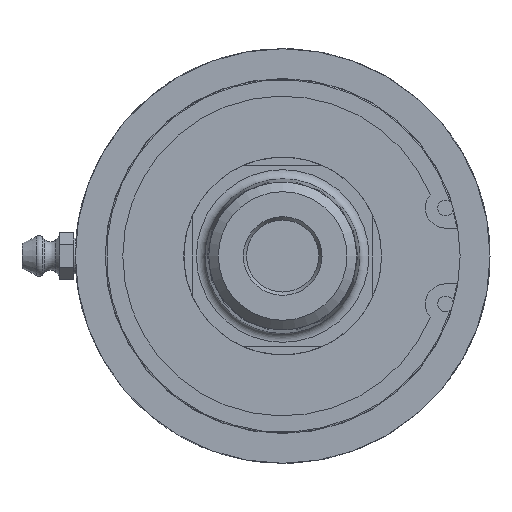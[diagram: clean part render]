
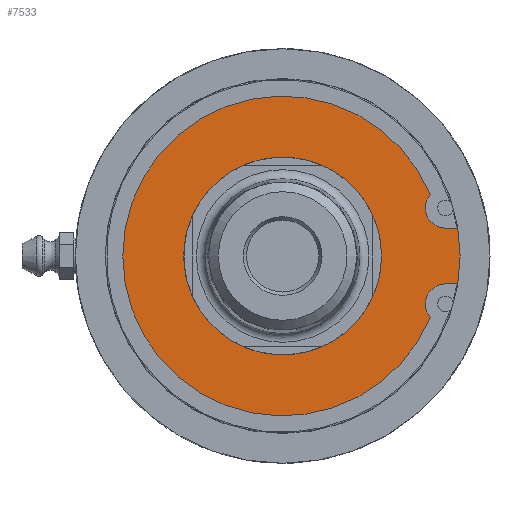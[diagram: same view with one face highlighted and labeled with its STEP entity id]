
A CAD part, left-side view. The second image highlights one B-rep face of the part: STEP entity #7533.
In plain terms, the highlighted planar face has unit normal (-1, 0, 0).
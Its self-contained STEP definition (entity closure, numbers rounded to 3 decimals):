
#75=FACE_BOUND('',#2562,.T.);
#669=LINE('',#52872,#1075);
#674=LINE('',#52884,#1080);
#1075=VECTOR('',#9355,10.);
#1080=VECTOR('',#9364,10.);
#2098=FACE_OUTER_BOUND('',#2561,.T.);
#2561=EDGE_LOOP('',(#6617,#6618,#6619,#6620,#6621,#6622));
#2562=EDGE_LOOP('',(#6623,#6624));
#2853=CIRCLE('',#8038,3.556);
#2855=CIRCLE('',#8041,28.142);
#2857=CIRCLE('',#8044,3.556);
#2864=CIRCLE('',#8056,33.45);
#2865=CIRCLE('',#8059,17.4);
#2866=CIRCLE('',#8060,17.4);
#3564=VERTEX_POINT('',#52869);
#3565=VERTEX_POINT('',#52871);
#3569=VERTEX_POINT('',#52881);
#3570=VERTEX_POINT('',#52883);
#3571=VERTEX_POINT('',#52887);
#3573=VERTEX_POINT('',#52893);
#3576=VERTEX_POINT('',#52915);
#3577=VERTEX_POINT('',#52916);
#4600=EDGE_CURVE('',#3565,#3564,#669,.T.);
#4606=EDGE_CURVE('',#3570,#3569,#674,.T.);
#4608=EDGE_CURVE('',#3569,#3571,#2853,.T.);
#4611=EDGE_CURVE('',#3571,#3573,#2855,.T.);
#4614=EDGE_CURVE('',#3573,#3565,#2857,.T.);
#4621=EDGE_CURVE('',#3564,#3570,#2864,.T.);
#4622=EDGE_CURVE('',#3576,#3577,#2865,.T.);
#4623=EDGE_CURVE('',#3577,#3576,#2866,.T.);
#6617=ORIENTED_EDGE('',*,*,#4606,.T.);
#6618=ORIENTED_EDGE('',*,*,#4608,.T.);
#6619=ORIENTED_EDGE('',*,*,#4611,.T.);
#6620=ORIENTED_EDGE('',*,*,#4614,.T.);
#6621=ORIENTED_EDGE('',*,*,#4600,.T.);
#6622=ORIENTED_EDGE('',*,*,#4621,.T.);
#6623=ORIENTED_EDGE('',*,*,#4622,.T.);
#6624=ORIENTED_EDGE('',*,*,#4623,.T.);
#7174=PLANE('',#8058);
#7533=ADVANCED_FACE('',(#2098,#75),#7174,.F.);
#8038=AXIS2_PLACEMENT_3D('',#52888,#9368,#9369);
#8041=AXIS2_PLACEMENT_3D('',#52894,#9375,#9376);
#8044=AXIS2_PLACEMENT_3D('',#52899,#9382,#9383);
#8056=AXIS2_PLACEMENT_3D('',#52912,#9406,#9407);
#8058=AXIS2_PLACEMENT_3D('',#52914,#9410,#9411);
#8059=AXIS2_PLACEMENT_3D('',#52917,#9412,#9413);
#8060=AXIS2_PLACEMENT_3D('',#52918,#9414,#9415);
#9355=DIRECTION('',(0.,-1.,0.));
#9364=DIRECTION('',(0.,1.,0.));
#9368=DIRECTION('center_axis',(1.,0.,0.));
#9369=DIRECTION('ref_axis',(0.,0.754,0.657));
#9375=DIRECTION('center_axis',(-1.,0.,0.));
#9376=DIRECTION('ref_axis',(0.,0.924,-0.384));
#9382=DIRECTION('center_axis',(1.,0.,0.));
#9383=DIRECTION('ref_axis',(0.,0.,1.));
#9406=DIRECTION('center_axis',(-1.,0.,0.));
#9407=DIRECTION('ref_axis',(0.,1.,0.));
#9410=DIRECTION('center_axis',(1.,0.,0.));
#9411=DIRECTION('ref_axis',(0.,0.,-1.));
#9412=DIRECTION('center_axis',(1.,0.,0.));
#9413=DIRECTION('ref_axis',(0.,1.,0.));
#9414=DIRECTION('center_axis',(1.,0.,0.));
#9415=DIRECTION('ref_axis',(0.,1.,0.));
#52869=CARTESIAN_POINT('',(4.775,-33.089,-4.902));
#52871=CARTESIAN_POINT('',(4.775,-28.672,-4.902));
#52872=CARTESIAN_POINT('',(4.775,-4.407,-4.902));
#52881=CARTESIAN_POINT('',(4.775,-28.672,4.902));
#52883=CARTESIAN_POINT('',(4.775,-33.089,4.902));
#52884=CARTESIAN_POINT('',(4.775,-2.199,4.902));
#52887=CARTESIAN_POINT('',(4.775,-25.99,10.793));
#52888=CARTESIAN_POINT('Origin',(4.775,-28.672,8.458));
#52893=CARTESIAN_POINT('',(4.775,-25.99,-10.793));
#52894=CARTESIAN_POINT('Origin',(4.775,0.,0.));
#52899=CARTESIAN_POINT('Origin',(4.775,-28.672,-8.458));
#52912=CARTESIAN_POINT('Origin',(4.775,0.,0.));
#52914=CARTESIAN_POINT('Origin',(4.775,24.275,0.));
#52915=CARTESIAN_POINT('',(4.775,17.4,0.));
#52916=CARTESIAN_POINT('',(4.775,-17.4,0.));
#52917=CARTESIAN_POINT('Origin',(4.775,0.,0.));
#52918=CARTESIAN_POINT('Origin',(4.775,0.,0.));
